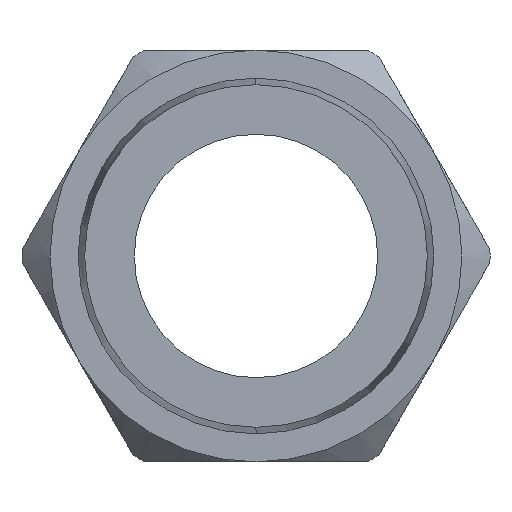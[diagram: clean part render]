
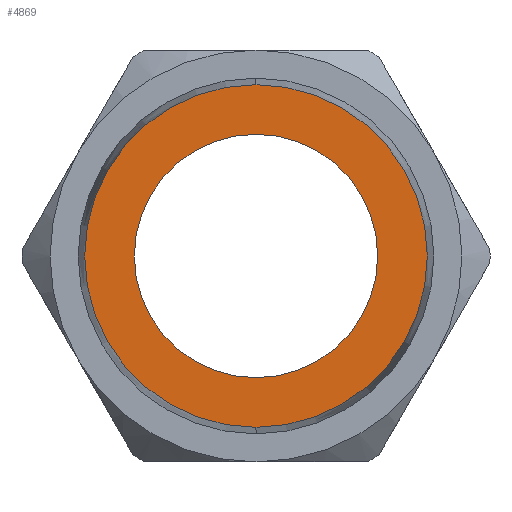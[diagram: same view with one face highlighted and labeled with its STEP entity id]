
A CAD part, left-side view. The second image highlights one B-rep face of the part: STEP entity #4869.
In plain terms, the highlighted planar face has unit normal (-1, 0, 0).
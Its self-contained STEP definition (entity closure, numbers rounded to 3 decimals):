
#65 = FACE_BOUND ( 'NONE', #3990, .T. ) ;
#98 = CARTESIAN_POINT ( 'NONE',  ( 0., 0., 0. ) ) ;
#195 = CARTESIAN_POINT ( 'NONE',  ( 0., 0., 0. ) ) ;
#263 = DIRECTION ( 'NONE',  ( -1., 0., 0. ) ) ;
#408 = DIRECTION ( 'NONE',  ( 0., 0., -1. ) ) ;
#710 = CARTESIAN_POINT ( 'NONE',  ( 0., 0., 0. ) ) ;
#729 = VERTEX_POINT ( 'NONE', #3549 ) ;
#755 = AXIS2_PLACEMENT_3D ( 'NONE', #195, #4831, #2515 ) ;
#812 = EDGE_CURVE ( 'NONE', #3444, #4077, #1345, .T. ) ;
#1022 = ORIENTED_EDGE ( 'NONE', *, *, #2298, .T. ) ;
#1345 = CIRCLE ( 'NONE', #4513, 9.15 ) ;
#1422 = PLANE ( 'NONE',  #4239 ) ;
#1515 = FACE_OUTER_BOUND ( 'NONE', #1723, .T. ) ;
#1723 = EDGE_LOOP ( 'NONE', ( #3344, #5981 ) ) ;
#2225 = EDGE_CURVE ( 'NONE', #4077, #3444, #3429, .T. ) ;
#2298 = EDGE_CURVE ( 'NONE', #729, #4476, #2840, .T. ) ;
#2483 = DIRECTION ( 'NONE',  ( 0., 0., -1. ) ) ;
#2515 = DIRECTION ( 'NONE',  ( 0., 0., 1. ) ) ;
#2656 = ORIENTED_EDGE ( 'NONE', *, *, #3616, .T. ) ;
#2840 = CIRCLE ( 'NONE', #3624, 6.5 ) ;
#2920 = DIRECTION ( 'NONE',  ( 1., 0., 0. ) ) ;
#3242 = AXIS2_PLACEMENT_3D ( 'NONE', #3378, #2920, #408 ) ;
#3344 = ORIENTED_EDGE ( 'NONE', *, *, #812, .T. ) ;
#3378 = CARTESIAN_POINT ( 'NONE',  ( 0., 0., 0. ) ) ;
#3429 = CIRCLE ( 'NONE', #755, 9.15 ) ;
#3444 = VERTEX_POINT ( 'NONE', #3950 ) ;
#3549 = CARTESIAN_POINT ( 'NONE',  ( 0., 0., 6.5 ) ) ;
#3616 = EDGE_CURVE ( 'NONE', #4476, #729, #4133, .T. ) ;
#3624 = AXIS2_PLACEMENT_3D ( 'NONE', #710, #4489, #4551 ) ;
#3950 = CARTESIAN_POINT ( 'NONE',  ( 0., 0., -9.15 ) ) ;
#3990 = EDGE_LOOP ( 'NONE', ( #1022, #2656 ) ) ;
#4077 = VERTEX_POINT ( 'NONE', #4388 ) ;
#4133 = CIRCLE ( 'NONE', #3242, 6.5 ) ;
#4239 = AXIS2_PLACEMENT_3D ( 'NONE', #98, #4305, #2483 ) ;
#4305 = DIRECTION ( 'NONE',  ( 1., 0., 0. ) ) ;
#4388 = CARTESIAN_POINT ( 'NONE',  ( 0., 0., 9.15 ) ) ;
#4476 = VERTEX_POINT ( 'NONE', #5723 ) ;
#4489 = DIRECTION ( 'NONE',  ( 1., 0., 0. ) ) ;
#4513 = AXIS2_PLACEMENT_3D ( 'NONE', #5962, #263, #5081 ) ;
#4551 = DIRECTION ( 'NONE',  ( 0., 0., -1. ) ) ;
#4831 = DIRECTION ( 'NONE',  ( -1., 0., 0. ) ) ;
#4869 = ADVANCED_FACE ( 'NONE', ( #65, #1515 ), #1422, .F. ) ;
#5081 = DIRECTION ( 'NONE',  ( 0., 0., 1. ) ) ;
#5723 = CARTESIAN_POINT ( 'NONE',  ( 0., 0., -6.5 ) ) ;
#5962 = CARTESIAN_POINT ( 'NONE',  ( 0., 0., 0. ) ) ;
#5981 = ORIENTED_EDGE ( 'NONE', *, *, #2225, .T. ) ;
